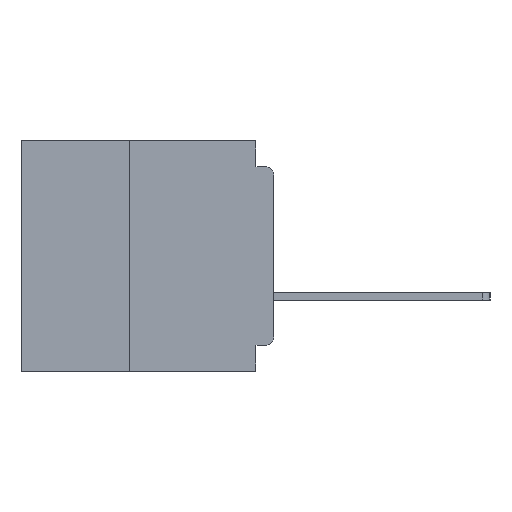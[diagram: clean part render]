
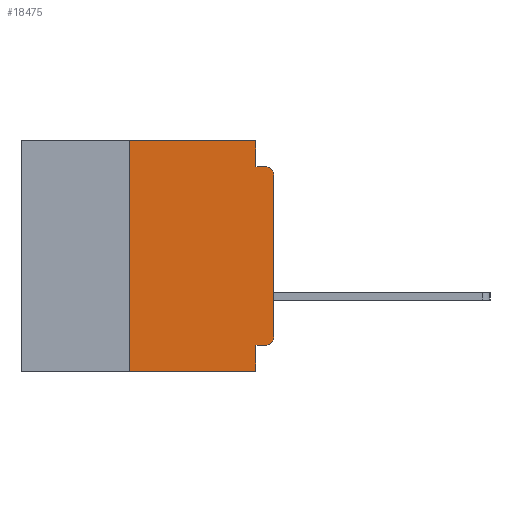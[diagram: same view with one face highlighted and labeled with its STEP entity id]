
A CAD part, left-side view. The second image highlights one B-rep face of the part: STEP entity #18475.
In plain terms, the highlighted planar face has unit normal (-1, 0, 0).
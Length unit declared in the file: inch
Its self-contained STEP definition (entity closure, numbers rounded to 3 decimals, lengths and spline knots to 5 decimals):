
#507 = ORIENTED_EDGE ( 'NONE', *, *, #3435, .T. ) ;
#548 = DIRECTION ( 'NONE',  ( 0., 0., 1. ) ) ;
#1017 = VECTOR ( 'NONE', #13954, 39.37008 ) ;
#1063 = CIRCLE ( 'NONE', #1394, 0.015 ) ;
#1394 = AXIS2_PLACEMENT_3D ( 'NONE', #30397, #13345, #33278 ) ;
#1566 = EDGE_CURVE ( 'NONE', #17032, #11142, #23862, .T. ) ;
#2720 = CARTESIAN_POINT ( 'NONE',  ( 0., 0.437, 0. ) ) ;
#3136 = CARTESIAN_POINT ( 'NONE',  ( 0., 0.031, -0.4 ) ) ;
#3276 = LINE ( 'NONE', #35387, #17621 ) ;
#3435 = EDGE_CURVE ( 'NONE', #17032, #31965, #35776, .T. ) ;
#4281 = DIRECTION ( 'NONE',  ( 0., 0., -1. ) ) ;
#4463 = EDGE_CURVE ( 'NONE', #31965, #20713, #29469, .T. ) ;
#5773 = CARTESIAN_POINT ( 'NONE',  ( 0., 0.25, 0. ) ) ;
#5827 = LINE ( 'NONE', #36437, #6715 ) ;
#5845 = CARTESIAN_POINT ( 'NONE',  ( 0., 0.031, 0. ) ) ;
#6147 = CARTESIAN_POINT ( 'NONE',  ( 0., 0.015, -0.045 ) ) ;
#6276 = CARTESIAN_POINT ( 'NONE',  ( 0., 0.25, -0.4 ) ) ;
#6715 = VECTOR ( 'NONE', #19408, 39.37008 ) ;
#7222 = CARTESIAN_POINT ( 'NONE',  ( 0., 0.437, 0. ) ) ;
#8663 = VECTOR ( 'NONE', #13742, 39.37008 ) ;
#9004 = CARTESIAN_POINT ( 'NONE',  ( 0., 0.031, -0.4 ) ) ;
#9342 = EDGE_CURVE ( 'NONE', #18542, #13517, #5827, .T. ) ;
#9739 = ORIENTED_EDGE ( 'NONE', *, *, #35589, .F. ) ;
#9827 = LINE ( 'NONE', #3136, #25036 ) ;
#9872 = ORIENTED_EDGE ( 'NONE', *, *, #36774, .F. ) ;
#10518 = ORIENTED_EDGE ( 'NONE', *, *, #4463, .T. ) ;
#10532 = AXIS2_PLACEMENT_3D ( 'NONE', #20196, #16310, #13078 ) ;
#11142 = VERTEX_POINT ( 'NONE', #34153 ) ;
#11183 = ORIENTED_EDGE ( 'NONE', *, *, #1566, .F. ) ;
#12389 = ORIENTED_EDGE ( 'NONE', *, *, #25813, .F. ) ;
#12991 = DIRECTION ( 'NONE',  ( 0., -1., 0. ) ) ;
#13078 = DIRECTION ( 'NONE',  ( 0., 0., -1. ) ) ;
#13231 = CARTESIAN_POINT ( 'NONE',  ( 0., 0.015, -0.355 ) ) ;
#13345 = DIRECTION ( 'NONE',  ( -1., 0., 0. ) ) ;
#13517 = VERTEX_POINT ( 'NONE', #16985 ) ;
#13542 = VECTOR ( 'NONE', #548, 39.37008 ) ;
#13742 = DIRECTION ( 'NONE',  ( 0., 1., 0. ) ) ;
#13776 = CARTESIAN_POINT ( 'NONE',  ( 0., 0., -0.355 ) ) ;
#13954 = DIRECTION ( 'NONE',  ( 0., -1., 0. ) ) ;
#14279 = PLANE ( 'NONE',  #18119 ) ;
#15591 = DIRECTION ( 'NONE',  ( 0., -1., 0. ) ) ;
#16310 = DIRECTION ( 'NONE',  ( -1., 0., 0. ) ) ;
#16985 = CARTESIAN_POINT ( 'NONE',  ( 0., 0.031, -0.045 ) ) ;
#17032 = VERTEX_POINT ( 'NONE', #13231 ) ;
#17038 = VERTEX_POINT ( 'NONE', #27432 ) ;
#17135 = DIRECTION ( 'NONE',  ( 1., 0., 0. ) ) ;
#17621 = VECTOR ( 'NONE', #15591, 39.37008 ) ;
#17856 = ORIENTED_EDGE ( 'NONE', *, *, #35765, .F. ) ;
#17973 = CARTESIAN_POINT ( 'NONE',  ( 0., 0., 0. ) ) ;
#18119 = AXIS2_PLACEMENT_3D ( 'NONE', #2720, #17135, #4281 ) ;
#18475 = ADVANCED_FACE ( 'NONE', ( #28425 ), #14279, .F. ) ;
#18542 = VERTEX_POINT ( 'NONE', #5845 ) ;
#18555 = VERTEX_POINT ( 'NONE', #9004 ) ;
#18584 = DIRECTION ( 'NONE',  ( 0., 0., 1. ) ) ;
#19408 = DIRECTION ( 'NONE',  ( 0., 0., -1. ) ) ;
#20196 = CARTESIAN_POINT ( 'NONE',  ( 0., 0.015, -0.34 ) ) ;
#20713 = VERTEX_POINT ( 'NONE', #32728 ) ;
#21743 = ORIENTED_EDGE ( 'NONE', *, *, #9342, .F. ) ;
#22035 = LINE ( 'NONE', #6276, #13542 ) ;
#22908 = EDGE_CURVE ( 'NONE', #20713, #36725, #1063, .T. ) ;
#23862 = LINE ( 'NONE', #13776, #8663 ) ;
#25036 = VECTOR ( 'NONE', #34481, 39.37008 ) ;
#25262 = ORIENTED_EDGE ( 'NONE', *, *, #22908, .T. ) ;
#25813 = EDGE_CURVE ( 'NONE', #11142, #18555, #9827, .T. ) ;
#27432 = CARTESIAN_POINT ( 'NONE',  ( 0., 0.25, -0.4 ) ) ;
#27598 = EDGE_LOOP ( 'NONE', ( #10518, #25262, #9739, #21743, #17856, #9872, #35874, #12389, #11183, #507 ) ) ;
#28145 = CARTESIAN_POINT ( 'NONE',  ( 0., 0., -0.045 ) ) ;
#28425 = FACE_OUTER_BOUND ( 'NONE', #27598, .T. ) ;
#28577 = VECTOR ( 'NONE', #18584, 39.37008 ) ;
#29469 = LINE ( 'NONE', #17973, #28577 ) ;
#30397 = CARTESIAN_POINT ( 'NONE',  ( 0., 0.015, -0.06 ) ) ;
#31173 = CARTESIAN_POINT ( 'NONE',  ( 0., 0., -0.34 ) ) ;
#31399 = LINE ( 'NONE', #28145, #1017 ) ;
#31844 = VECTOR ( 'NONE', #12991, 39.37008 ) ;
#31965 = VERTEX_POINT ( 'NONE', #31173 ) ;
#32649 = VERTEX_POINT ( 'NONE', #5773 ) ;
#32725 = LINE ( 'NONE', #7222, #31844 ) ;
#32728 = CARTESIAN_POINT ( 'NONE',  ( 0., 0., -0.06 ) ) ;
#33278 = DIRECTION ( 'NONE',  ( 0., 0., -1. ) ) ;
#34153 = CARTESIAN_POINT ( 'NONE',  ( 0., 0.031, -0.355 ) ) ;
#34481 = DIRECTION ( 'NONE',  ( 0., 0., -1. ) ) ;
#35331 = EDGE_CURVE ( 'NONE', #17038, #18555, #3276, .T. ) ;
#35387 = CARTESIAN_POINT ( 'NONE',  ( 0., 0.437, -0.4 ) ) ;
#35589 = EDGE_CURVE ( 'NONE', #13517, #36725, #31399, .T. ) ;
#35765 = EDGE_CURVE ( 'NONE', #32649, #18542, #32725, .T. ) ;
#35776 = CIRCLE ( 'NONE', #10532, 0.015 ) ;
#35874 = ORIENTED_EDGE ( 'NONE', *, *, #35331, .T. ) ;
#36437 = CARTESIAN_POINT ( 'NONE',  ( 0., 0.031, 0. ) ) ;
#36725 = VERTEX_POINT ( 'NONE', #6147 ) ;
#36774 = EDGE_CURVE ( 'NONE', #17038, #32649, #22035, .T. ) ;
